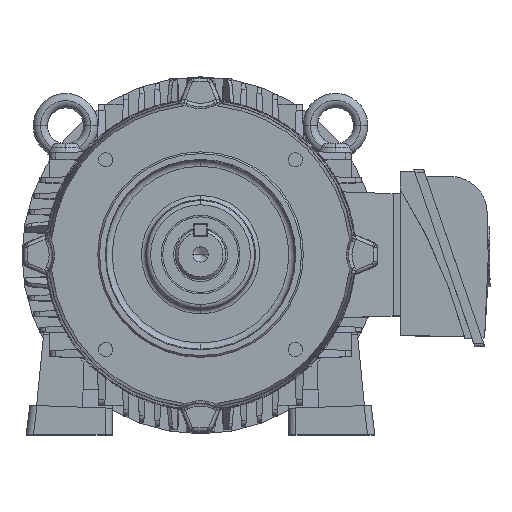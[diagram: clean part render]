
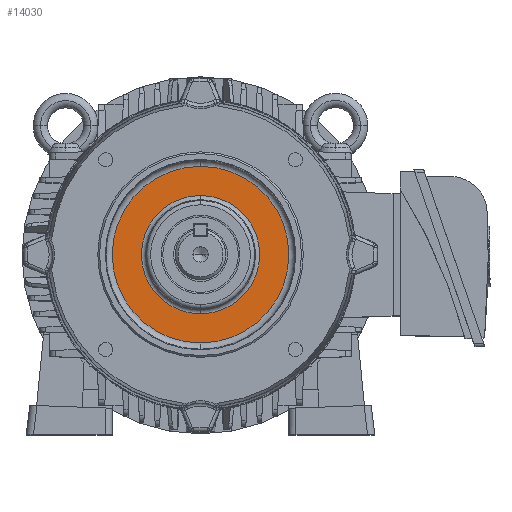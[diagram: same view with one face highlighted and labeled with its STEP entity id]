
A CAD part, top view. The second image highlights one B-rep face of the part: STEP entity #14030.
In plain terms, the highlighted face is planar.
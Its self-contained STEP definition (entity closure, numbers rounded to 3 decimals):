
#1259 = VERTEX_POINT ( 'NONE', #42450 ) ;
#1380 = CARTESIAN_POINT ( 'NONE',  ( 0., -49.102, -1.5 ) ) ;
#3862 = AXIS2_PLACEMENT_3D ( 'NONE', #31652, #9965, #31410 ) ;
#4777 = VERTEX_POINT ( 'NONE', #9328 ) ;
#4817 = CARTESIAN_POINT ( 'NONE',  ( 0., 0., -1.5 ) ) ;
#4922 = EDGE_LOOP ( 'NONE', ( #42197, #44168 ) ) ;
#5058 = EDGE_CURVE ( 'NONE', #1259, #4777, #11974, .T. ) ;
#8362 = CIRCLE ( 'NONE', #36825, 49.102 ) ;
#8440 = DIRECTION ( 'NONE',  ( 0., 1., 0. ) ) ;
#9328 = CARTESIAN_POINT ( 'NONE',  ( 0., 32.888, -1.5 ) ) ;
#9965 = DIRECTION ( 'NONE',  ( 0., 0., -1. ) ) ;
#11704 = DIRECTION ( 'NONE',  ( 0., 0., 1. ) ) ;
#11974 = CIRCLE ( 'NONE', #38901, 32.888 ) ;
#14030 = ADVANCED_FACE ( 'NONE', ( #24423, #16967 ), #27799, .T. ) ;
#14782 = DIRECTION ( 'NONE',  ( 0., 0., 1. ) ) ;
#16967 = FACE_OUTER_BOUND ( 'NONE', #23063, .T. ) ;
#18821 = DIRECTION ( 'NONE',  ( 0., 0., -1. ) ) ;
#19995 = DIRECTION ( 'NONE',  ( 0., 0., -1. ) ) ;
#23063 = EDGE_LOOP ( 'NONE', ( #30546, #37209 ) ) ;
#24423 = FACE_BOUND ( 'NONE', #4922, .T. ) ;
#24721 = VERTEX_POINT ( 'NONE', #1380 ) ;
#27799 = PLANE ( 'NONE',  #3862 ) ;
#28473 = VERTEX_POINT ( 'NONE', #47527 ) ;
#30303 = EDGE_CURVE ( 'NONE', #28473, #24721, #8362, .T. ) ;
#30546 = ORIENTED_EDGE ( 'NONE', *, *, #30303, .T. ) ;
#31337 = EDGE_CURVE ( 'NONE', #24721, #28473, #38411, .T. ) ;
#31410 = DIRECTION ( 'NONE',  ( 0., 1., 0. ) ) ;
#31652 = CARTESIAN_POINT ( 'NONE',  ( 0., 31.138, -1.5 ) ) ;
#33028 = AXIS2_PLACEMENT_3D ( 'NONE', #4817, #18821, #8440 ) ;
#34191 = CARTESIAN_POINT ( 'NONE',  ( 0., 0., -1.5 ) ) ;
#34433 = DIRECTION ( 'NONE',  ( 0., 1., 0. ) ) ;
#35818 = AXIS2_PLACEMENT_3D ( 'NONE', #36915, #14782, #40060 ) ;
#36271 = DIRECTION ( 'NONE',  ( 0., 1., 0. ) ) ;
#36825 = AXIS2_PLACEMENT_3D ( 'NONE', #34191, #19995, #34433 ) ;
#36915 = CARTESIAN_POINT ( 'NONE',  ( 0., 0., -1.5 ) ) ;
#37209 = ORIENTED_EDGE ( 'NONE', *, *, #31337, .T. ) ;
#38411 = CIRCLE ( 'NONE', #33028, 49.102 ) ;
#38901 = AXIS2_PLACEMENT_3D ( 'NONE', #44462, #11704, #36271 ) ;
#39999 = EDGE_CURVE ( 'NONE', #4777, #1259, #40432, .T. ) ;
#40060 = DIRECTION ( 'NONE',  ( 0., 1., 0. ) ) ;
#40432 = CIRCLE ( 'NONE', #35818, 32.888 ) ;
#42197 = ORIENTED_EDGE ( 'NONE', *, *, #39999, .T. ) ;
#42450 = CARTESIAN_POINT ( 'NONE',  ( 0., -32.888, -1.5 ) ) ;
#44168 = ORIENTED_EDGE ( 'NONE', *, *, #5058, .T. ) ;
#44462 = CARTESIAN_POINT ( 'NONE',  ( 0., 0., -1.5 ) ) ;
#47527 = CARTESIAN_POINT ( 'NONE',  ( 0., 49.102, -1.5 ) ) ;
